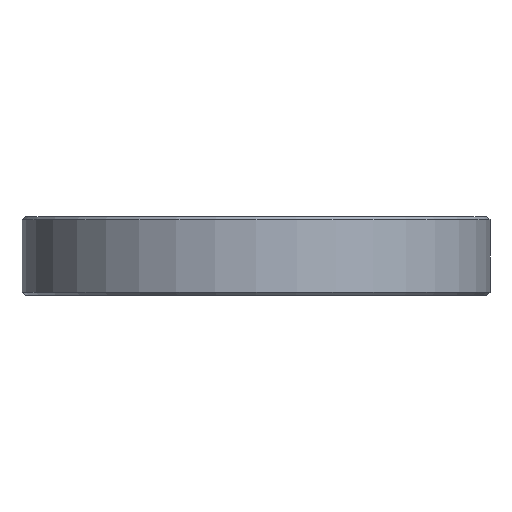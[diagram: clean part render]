
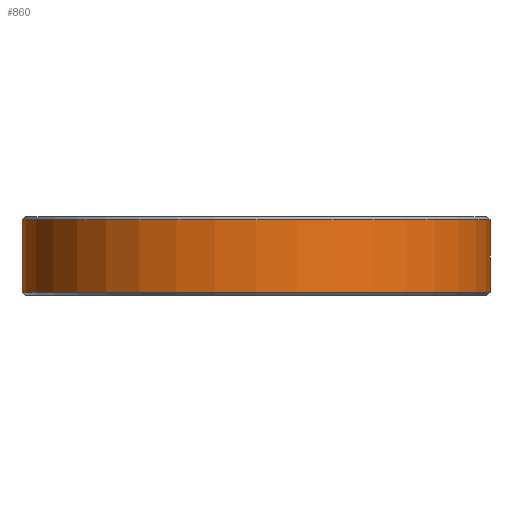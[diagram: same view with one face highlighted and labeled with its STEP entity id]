
A CAD part, front view. The second image highlights one B-rep face of the part: STEP entity #860.
In plain terms, the highlighted cylindrical face has radius 74.5 mm (diameter 149 mm), a partial arc.
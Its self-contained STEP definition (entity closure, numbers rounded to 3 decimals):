
#791=CARTESIAN_POINT('Vertex',(-74.5,0.,24.)) ;
#794=CARTESIAN_POINT('Axis2P3D Location',(0.,0.,24.)) ;
#798=CARTESIAN_POINT('Vertex',(74.5,0.,24.)) ;
#830=CARTESIAN_POINT('Axis2P3D Location',(0.,0.,12.5)) ;
#835=CARTESIAN_POINT('Line Origine',(74.5,0.,12.5)) ;
#839=CARTESIAN_POINT('Vertex',(74.5,0.,1.)) ;
#842=CARTESIAN_POINT('Line Origine',(-74.5,0.,12.5)) ;
#846=CARTESIAN_POINT('Vertex',(-74.5,0.,1.)) ;
#849=CARTESIAN_POINT('Axis2P3D Location',(0.,0.,1.)) ;
#795=DIRECTION('Axis2P3D Direction',(0.,0.,1.)) ;
#831=DIRECTION('Axis2P3D Direction',(0.,0.,1.)) ;
#832=DIRECTION('Axis2P3D XDirection',(1.,0.,0.)) ;
#836=DIRECTION('Vector Direction',(0.,0.,1.)) ;
#843=DIRECTION('Vector Direction',(0.,0.,1.)) ;
#850=DIRECTION('Axis2P3D Direction',(0.,0.,1.)) ;
#796=AXIS2_PLACEMENT_3D('Circle Axis2P3D',#794,#795,$) ;
#833=AXIS2_PLACEMENT_3D('Cylinder Axis2P3D',#830,#831,#832) ;
#851=AXIS2_PLACEMENT_3D('Circle Axis2P3D',#849,#850,$) ;
#855=ORIENTED_EDGE('',*,*,#841,.T.) ;
#856=ORIENTED_EDGE('',*,*,#800,.F.) ;
#857=ORIENTED_EDGE('',*,*,#848,.F.) ;
#858=ORIENTED_EDGE('',*,*,#853,.T.) ;
#837=VECTOR('Line Direction',#836,1.) ;
#844=VECTOR('Line Direction',#843,1.) ;
#860=ADVANCED_FACE('PartBody',(#859),#834,.T.) ;
#797=CIRCLE('generated circle',#796,74.5) ;
#852=CIRCLE('generated circle',#851,74.5) ;
#834=CYLINDRICAL_SURFACE('generated cylinder',#833,74.5) ;
#800=EDGE_CURVE('',#792,#799,#797,.T.) ;
#841=EDGE_CURVE('',#840,#799,#838,.T.) ;
#848=EDGE_CURVE('',#847,#792,#845,.T.) ;
#853=EDGE_CURVE('',#847,#840,#852,.T.) ;
#854=EDGE_LOOP('',(#855,#856,#857,#858)) ;
#859=FACE_OUTER_BOUND('',#854,.T.) ;
#838=LINE('Line',#835,#837) ;
#845=LINE('Line',#842,#844) ;
#792=VERTEX_POINT('',#791) ;
#799=VERTEX_POINT('',#798) ;
#840=VERTEX_POINT('',#839) ;
#847=VERTEX_POINT('',#846) ;
